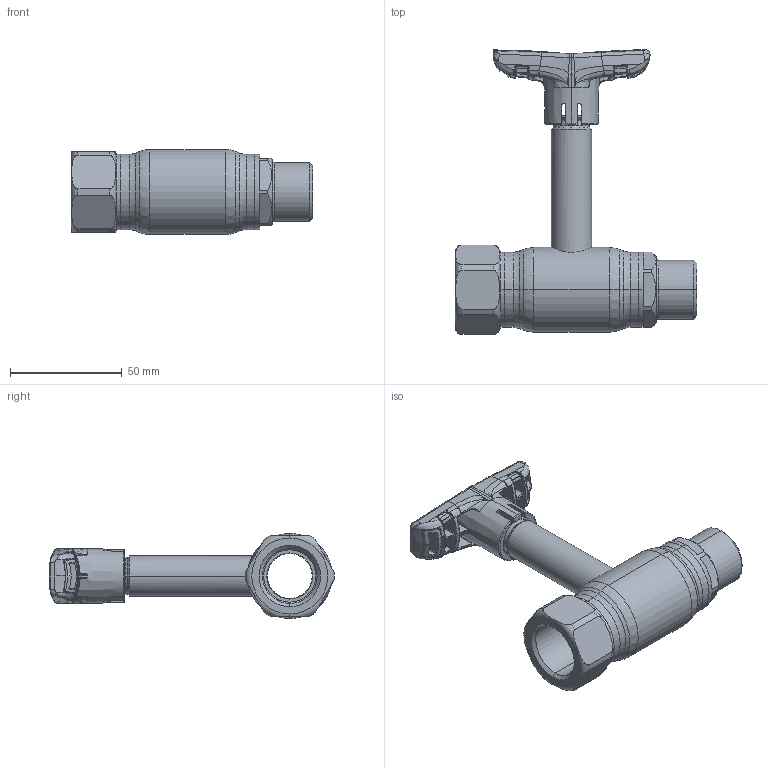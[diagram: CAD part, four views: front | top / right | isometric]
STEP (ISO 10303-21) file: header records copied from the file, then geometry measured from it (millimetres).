
FILE_DESCRIPTION (( 'STEP AP214' ), '1' );
FILE_NAME ('1020002401-1400.step', '2024-01-16T11:14:03', ( '' ), ( '' ), 'SwSTEP 2.0', 'SolidWorks 2021', '' );
FILE_SCHEMA (( 'AUTOMOTIVE_DESIGN' ));
Length unit declared in the file: millimetre
Products named in the file (1): 1020002401-1400
Bounding box: 108 x 127.48 x 38 mm (x, y, z)
Surface area: 29139.5 mm2 (no closed solid volume)
Topology: 0 solids, 6 shells, 710 faces, 2038 edges, 1261 vertices
Faces by surface type: bspline 540, plane 69, cylinder 44, torus 25, cone 21, sphere 11
Entity records: 53850 total; most frequent: CARTESIAN_POINT 32281, ORIENTED_EDGE 3603, EDGE_CURVE 2032, DIRECTION 1468, B_SPLINE_CURVE_WITH_KNOTS 1374, VERTEX_POINT 1261, EDGE_LOOP 720, UNCERTAINTY_MEASURE_WITH_UNIT 712
